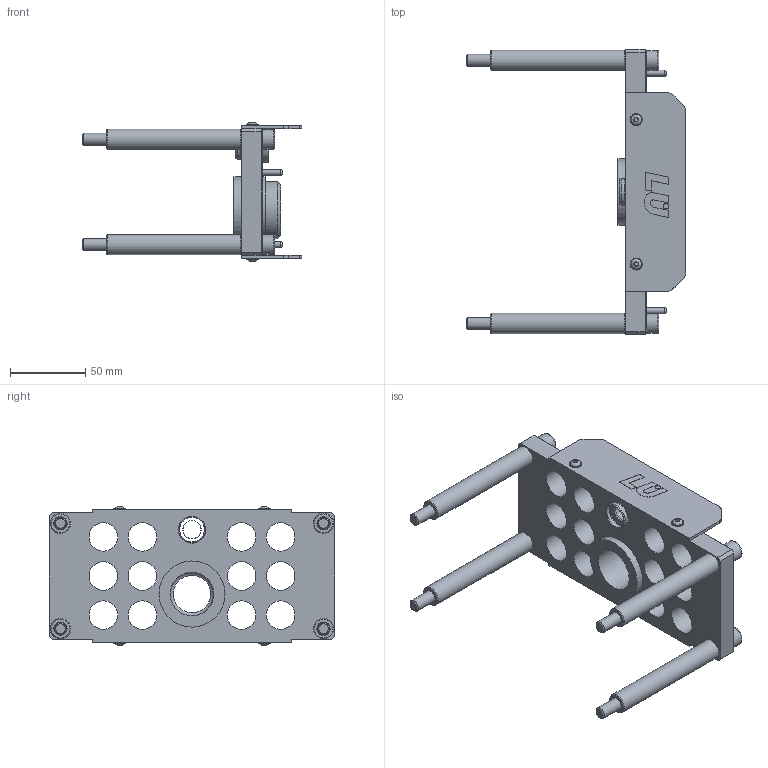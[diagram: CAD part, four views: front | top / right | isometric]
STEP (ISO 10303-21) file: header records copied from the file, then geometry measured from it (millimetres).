
FILE_DESCRIPTION(/* description */ (''),/* implementation_level */ '2;1');
FILE_NAME(/* name */ 'MKWH12.stp',/* time_stamp */ '2023-04-25T09:25:20+02:00',/* author */ ('meier'),/* organization */ (''),/* preprocessor_version */ 'ST-DEVELOPER v18.1',/* originating_system */ 'Autodesk Inventor 2022',/* authorisation */ '0 mm^3');
FILE_SCHEMA (('AUTOMOTIVE_DESIGN { 1 0 10303 214 3 1 1 }'));
Length unit declared in the file: millimetre
Products named in the file (1): LUE_00027290
Bounding box: 146 x 190 x 92.2 mm (x, y, z)
Volume: 251524.4 mm3; surface area: 106028.5 mm2
Topology: 1 solids, 14 shells, 718 faces, 1798 edges, 1181 vertices
Faces by surface type: plane 322, bspline 266, cylinder 82, cone 36, torus 12
Full cylindrical faces by diameter (mm): 2.5 x2, 3.242 x4, 4 x12, 4.5 x4, 8 x8, 8.8 x4, 9 x4, 12 x1, 13 x4, 13.5 x4, 17.8 x1, 18 x2, 19 x12, 22 x1, 24.8 x1, 29 x1, 36 x1, 37.4 x1, 38 x3, 44 x1
Entity records: 26035 total; most frequent: CARTESIAN_POINT 9614, ORIENTED_EDGE 3572, DIRECTION 2453, EDGE_CURVE 1786, VERTEX_POINT 1181, LINE 969, VECTOR 969, EDGE_LOOP 843
